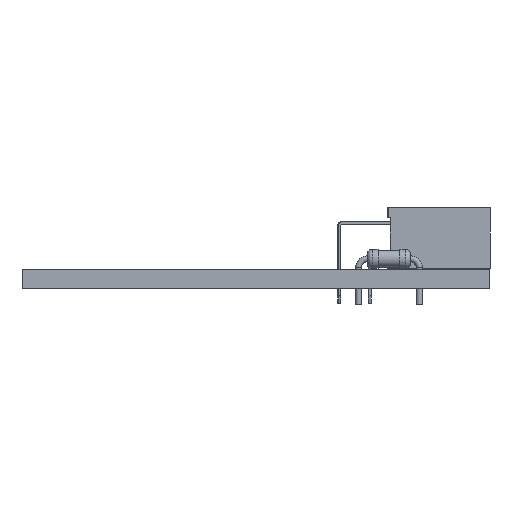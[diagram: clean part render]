
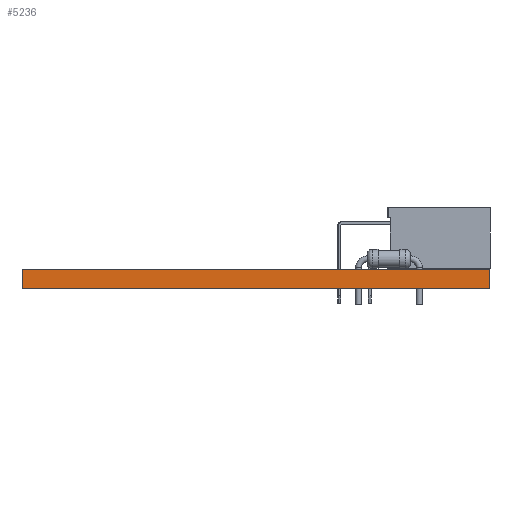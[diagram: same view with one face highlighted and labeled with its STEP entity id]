
A CAD part, front view. The second image highlights one B-rep face of the part: STEP entity #5236.
In plain terms, the highlighted planar face has unit normal (0, -1, 0).
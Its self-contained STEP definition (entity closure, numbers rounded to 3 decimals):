
#5180 = VERTEX_POINT('',#5181);
#5181 = CARTESIAN_POINT('',(19.533,-22.91,1.6));
#5187 = EDGE_CURVE('',#5188,#5180,#5190,.T.);
#5188 = VERTEX_POINT('',#5189);
#5189 = CARTESIAN_POINT('',(19.533,-22.91,0.));
#5190 = LINE('',#5191,#5192);
#5191 = CARTESIAN_POINT('',(19.533,-22.91,0.));
#5192 = VECTOR('',#5193,1.);
#5193 = DIRECTION('',(0.,0.,1.));
#5236 = ADVANCED_FACE('',(#5237),#5262,.T.);
#5237 = FACE_BOUND('',#5238,.T.);
#5238 = EDGE_LOOP('',(#5239,#5240,#5248,#5256));
#5239 = ORIENTED_EDGE('',*,*,#5187,.T.);
#5240 = ORIENTED_EDGE('',*,*,#5241,.T.);
#5241 = EDGE_CURVE('',#5180,#5242,#5244,.T.);
#5242 = VERTEX_POINT('',#5243);
#5243 = CARTESIAN_POINT('',(-19.538,-22.91,1.6));
#5244 = LINE('',#5245,#5246);
#5245 = CARTESIAN_POINT('',(19.533,-22.91,1.6));
#5246 = VECTOR('',#5247,1.);
#5247 = DIRECTION('',(-1.,0.,0.));
#5248 = ORIENTED_EDGE('',*,*,#5249,.F.);
#5249 = EDGE_CURVE('',#5250,#5242,#5252,.T.);
#5250 = VERTEX_POINT('',#5251);
#5251 = CARTESIAN_POINT('',(-19.538,-22.91,0.));
#5252 = LINE('',#5253,#5254);
#5253 = CARTESIAN_POINT('',(-19.538,-22.91,0.));
#5254 = VECTOR('',#5255,1.);
#5255 = DIRECTION('',(0.,0.,1.));
#5256 = ORIENTED_EDGE('',*,*,#5257,.F.);
#5257 = EDGE_CURVE('',#5188,#5250,#5258,.T.);
#5258 = LINE('',#5259,#5260);
#5259 = CARTESIAN_POINT('',(19.533,-22.91,0.));
#5260 = VECTOR('',#5261,1.);
#5261 = DIRECTION('',(-1.,0.,0.));
#5262 = PLANE('',#5263);
#5263 = AXIS2_PLACEMENT_3D('',#5264,#5265,#5266);
#5264 = CARTESIAN_POINT('',(19.533,-22.91,0.));
#5265 = DIRECTION('',(0.,-1.,0.));
#5266 = DIRECTION('',(-1.,0.,0.));
